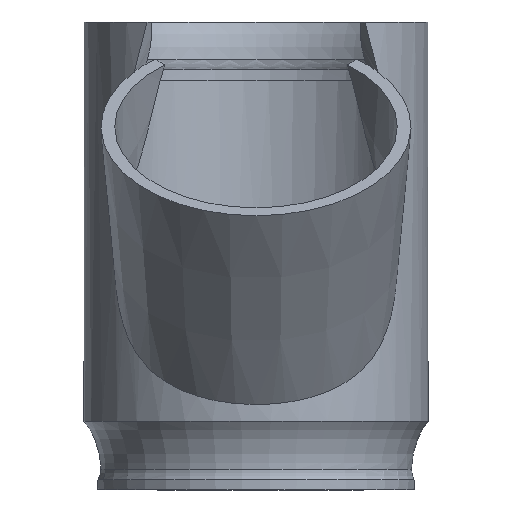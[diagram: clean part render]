
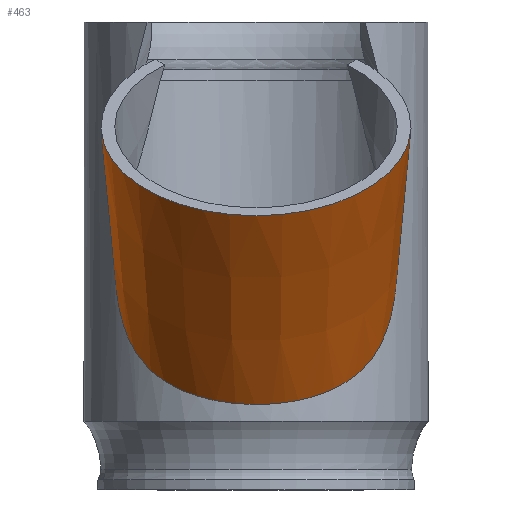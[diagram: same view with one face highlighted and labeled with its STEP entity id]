
A CAD part, front view. The second image highlights one B-rep face of the part: STEP entity #463.
In plain terms, the highlighted conical face has half-angle 4.456 degrees and reference radius 41.966 mm.
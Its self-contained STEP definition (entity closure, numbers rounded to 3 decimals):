
#47=CONICAL_SURFACE('',#514,41.966,0.078);
#61=FACE_OUTER_BOUND('',#88,.T.);
#88=EDGE_LOOP('',(#371,#372));
#113=CIRCLE('',#515,45.012);
#162=B_SPLINE_CURVE_WITH_KNOTS('',3,(#1915,#1916,#1917,#1918,#1919,#1920,
#1921,#1922,#1923,#1924,#1925,#1926,#1927,#1928,#1929,#1930,#1931,#1932,
#1933,#1934,#1935,#1936,#1937,#1938,#1939,#1940,#1941,#1942,#1943,#1944,
#1945,#1946,#1947,#1948,#1949,#1950,#1951,#1952,#1953,#1954,#1955,#1956,
#1957,#1958,#1959,#1960,#1961,#1962,#1963,#1964),.UNSPECIFIED.,.F.,.F.,
(4,2,2,2,2,2,2,2,2,2,2,2,2,2,2,2,2,2,2,2,2,2,2,2,4),(2.282,3.572,
5.359,7.145,8.177,9.208,9.724,
10.24,11.272,12.075,12.879,13.682,
14.486,15.289,16.093,16.896,17.7,
18.732,19.247,19.763,20.795,21.827,
23.613,25.399,26.69),.UNSPECIFIED.);
#209=VERTEX_POINT('',#1913);
#210=VERTEX_POINT('',#1914);
#270=EDGE_CURVE('',#209,#210,#162,.T.);
#271=EDGE_CURVE('',#210,#209,#113,.T.);
#371=ORIENTED_EDGE('',*,*,#270,.F.);
#372=ORIENTED_EDGE('',*,*,#271,.F.);
#463=ADVANCED_FACE('',(#61),#47,.T.);
#514=AXIS2_PLACEMENT_3D('',#1912,#590,#591);
#515=AXIS2_PLACEMENT_3D('',#1965,#592,#593);
#590=DIRECTION('center_axis',(0.,-0.574,0.819));
#591=DIRECTION('ref_axis',(0.,-0.819,-0.574));
#592=DIRECTION('center_axis',(0.,-0.574,0.819));
#593=DIRECTION('ref_axis',(1.,0.,0.));
#1912=CARTESIAN_POINT('Origin',(0.,-35.825,73.432));
#1913=CARTESIAN_POINT('',(35.321,-35.389,121.455));
#1914=CARTESIAN_POINT('',(-35.321,-35.389,121.455));
#1915=CARTESIAN_POINT('Ctrl Pts',(35.321,-35.389,121.455));
#1916=CARTESIAN_POINT('Ctrl Pts',(36.289,-34.424,117.024));
#1917=CARTESIAN_POINT('Ctrl Pts',(37.144,-33.49,112.512));
#1918=CARTESIAN_POINT('Ctrl Pts',(38.913,-31.436,101.691));
#1919=CARTESIAN_POINT('Ctrl Pts',(39.725,-30.379,95.361));
#1920=CARTESIAN_POINT('Ctrl Pts',(40.866,-28.825,82.875));
#1921=CARTESIAN_POINT('Ctrl Pts',(41.203,-28.325,76.718));
#1922=CARTESIAN_POINT('Ctrl Pts',(41.203,-28.325,67.325));
#1923=CARTESIAN_POINT('Ctrl Pts',(41.089,-28.496,63.72));
#1924=CARTESIAN_POINT('Ctrl Pts',(40.438,-29.412,56.592));
#1925=CARTESIAN_POINT('Ctrl Pts',(39.9,-30.164,53.07));
#1926=CARTESIAN_POINT('Ctrl Pts',(38.609,-31.778,48.145));
#1927=CARTESIAN_POINT('Ctrl Pts',(38.096,-32.396,46.558));
#1928=CARTESIAN_POINT('Ctrl Pts',(36.887,-33.767,43.536));
#1929=CARTESIAN_POINT('Ctrl Pts',(36.189,-34.519,42.102));
#1930=CARTESIAN_POINT('Ctrl Pts',(33.812,-36.902,38.071));
#1931=CARTESIAN_POINT('Ctrl Pts',(31.838,-38.658,35.748));
#1932=CARTESIAN_POINT('Ctrl Pts',(27.764,-41.642,32.295));
#1933=CARTESIAN_POINT('Ctrl Pts',(25.722,-42.952,30.955));
#1934=CARTESIAN_POINT('Ctrl Pts',(21.226,-45.343,28.673));
#1935=CARTESIAN_POINT('Ctrl Pts',(18.771,-46.423,27.73));
#1936=CARTESIAN_POINT('Ctrl Pts',(13.615,-48.188,26.242));
#1937=CARTESIAN_POINT('Ctrl Pts',(10.908,-48.874,25.696));
#1938=CARTESIAN_POINT('Ctrl Pts',(5.44,-49.78,24.983));
#1939=CARTESIAN_POINT('Ctrl Pts',(2.678,-50.,24.816));
#1940=CARTESIAN_POINT('Ctrl Pts',(-2.678,-50.,24.816));
#1941=CARTESIAN_POINT('Ctrl Pts',(-5.44,-49.78,24.983));
#1942=CARTESIAN_POINT('Ctrl Pts',(-10.908,-48.874,25.696));
#1943=CARTESIAN_POINT('Ctrl Pts',(-13.615,-48.188,26.242));
#1944=CARTESIAN_POINT('Ctrl Pts',(-18.771,-46.423,27.73));
#1945=CARTESIAN_POINT('Ctrl Pts',(-21.226,-45.343,28.673));
#1946=CARTESIAN_POINT('Ctrl Pts',(-25.722,-42.952,30.955));
#1947=CARTESIAN_POINT('Ctrl Pts',(-27.764,-41.642,32.295));
#1948=CARTESIAN_POINT('Ctrl Pts',(-31.838,-38.658,35.748));
#1949=CARTESIAN_POINT('Ctrl Pts',(-33.812,-36.902,38.071));
#1950=CARTESIAN_POINT('Ctrl Pts',(-36.189,-34.519,42.102));
#1951=CARTESIAN_POINT('Ctrl Pts',(-36.887,-33.767,43.536));
#1952=CARTESIAN_POINT('Ctrl Pts',(-38.096,-32.396,46.558));
#1953=CARTESIAN_POINT('Ctrl Pts',(-38.609,-31.778,48.145));
#1954=CARTESIAN_POINT('Ctrl Pts',(-39.9,-30.164,53.07));
#1955=CARTESIAN_POINT('Ctrl Pts',(-40.438,-29.412,56.592));
#1956=CARTESIAN_POINT('Ctrl Pts',(-41.089,-28.496,63.72));
#1957=CARTESIAN_POINT('Ctrl Pts',(-41.203,-28.325,67.325));
#1958=CARTESIAN_POINT('Ctrl Pts',(-41.203,-28.325,76.718));
#1959=CARTESIAN_POINT('Ctrl Pts',(-40.866,-28.825,82.875));
#1960=CARTESIAN_POINT('Ctrl Pts',(-39.725,-30.379,95.361));
#1961=CARTESIAN_POINT('Ctrl Pts',(-38.913,-31.436,101.691));
#1962=CARTESIAN_POINT('Ctrl Pts',(-37.144,-33.49,112.512));
#1963=CARTESIAN_POINT('Ctrl Pts',(-36.289,-34.424,117.024));
#1964=CARTESIAN_POINT('Ctrl Pts',(-35.321,-35.389,121.455));
#1965=CARTESIAN_POINT('Origin',(0.,-58.245,105.451));
